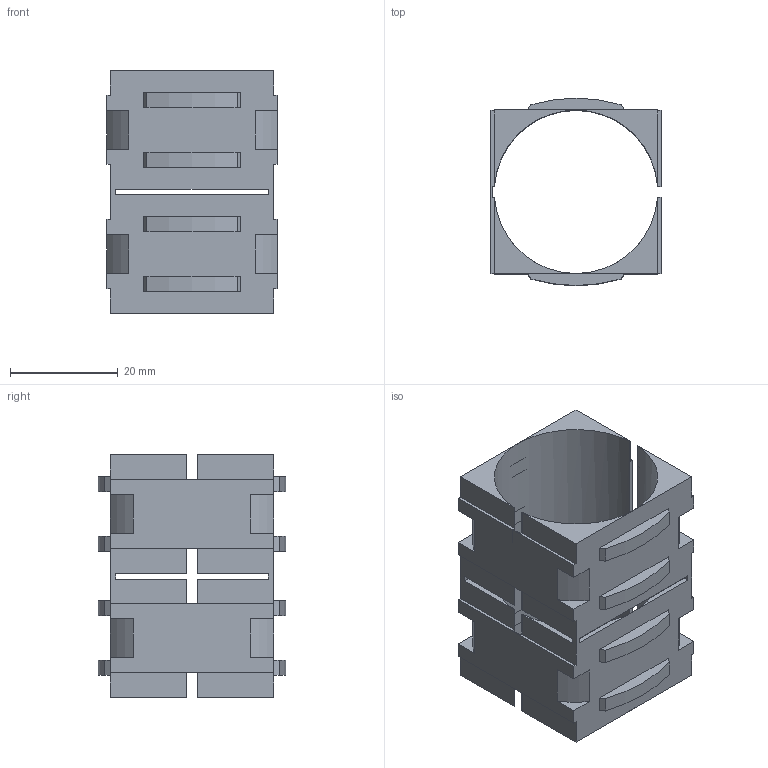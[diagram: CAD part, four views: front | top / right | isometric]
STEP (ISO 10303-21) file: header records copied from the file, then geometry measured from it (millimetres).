
FILE_DESCRIPTION( ( 'STEP AP214' ), '1' );
FILE_NAME( 'K0491.03030.stp', '2020-12-08T10:30:01', ( '' ), ( '' ), ' ', 'PARTsolutions', ' ' );
FILE_SCHEMA( ( 'AUTOMOTIVE_DESIGN { 1 0 10303 214 1 1 1 1 }' ) );
Length unit declared in the file: millimetre
Products named in the file (1): _K0491.03030
Bounding box: 31.5 x 34.7 x 45 mm (x, y, z)
Volume: 9869.8 mm3; surface area: 10834.3 mm2
Topology: 1 solids, 1 shells, 134 faces, 384 edges, 256 vertices
Faces by surface type: plane 114, cylinder 20
Entity records: 5436 total; most frequent: CARTESIAN_POINT 775, ORIENTED_EDGE 768, DIRECTION 702, EDGE_CURVE 384, LINE 336, VECTOR 336, VERTEX_POINT 256, AXIS2_PLACEMENT_3D 183
